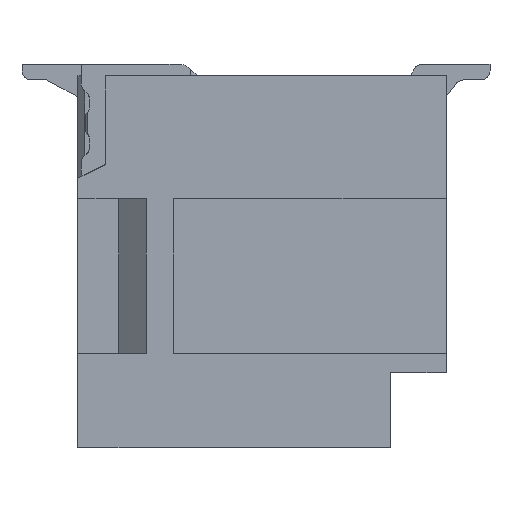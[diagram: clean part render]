
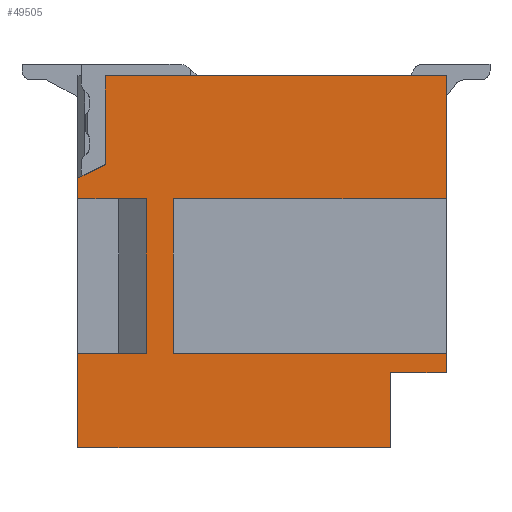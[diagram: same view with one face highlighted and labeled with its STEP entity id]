
A CAD part, front view. The second image highlights one B-rep face of the part: STEP entity #49505.
In plain terms, the highlighted planar face has unit normal (0, -1, 0).
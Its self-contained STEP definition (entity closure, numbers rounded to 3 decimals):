
#42 = VERTEX_POINT ( 'NONE', #25730 ) ;
#223 = VECTOR ( 'NONE', #51787, 1000. ) ;
#252 = VECTOR ( 'NONE', #14867, 1000. ) ;
#1061 = LINE ( 'NONE', #52135, #19119 ) ;
#1917 = PLANE ( 'NONE',  #35573 ) ;
#2429 = CARTESIAN_POINT ( 'NONE',  ( 1.4, -5.5, -1.8 ) ) ;
#2453 = DIRECTION ( 'NONE',  ( 0., 0., -1. ) ) ;
#2630 = CARTESIAN_POINT ( 'NONE',  ( 5.52, -5.5, -4.07 ) ) ;
#2646 = CARTESIAN_POINT ( 'NONE',  ( 0., -5.5, -5.45 ) ) ;
#3321 = VERTEX_POINT ( 'NONE', #10303 ) ;
#3712 = VECTOR ( 'NONE', #46252, 1000. ) ;
#4427 = EDGE_CURVE ( 'NONE', #40308, #42, #37419, .T. ) ;
#4901 = VERTEX_POINT ( 'NONE', #7740 ) ;
#4946 = VERTEX_POINT ( 'NONE', #2429 ) ;
#6025 = EDGE_CURVE ( 'NONE', #54439, #11694, #7973, .T. ) ;
#6179 = CARTESIAN_POINT ( 'NONE',  ( -0.107, -5.5, -1.554 ) ) ;
#6443 = ORIENTED_EDGE ( 'NONE', *, *, #12685, .F. ) ;
#7394 = CARTESIAN_POINT ( 'NONE',  ( 0., -5.5, -5.57 ) ) ;
#7740 = CARTESIAN_POINT ( 'NONE',  ( 0., -5.5, -1.8 ) ) ;
#7973 = LINE ( 'NONE', #37437, #27476 ) ;
#8684 = DIRECTION ( 'NONE',  ( 0., 0., -1. ) ) ;
#8839 = LINE ( 'NONE', #55950, #48887 ) ;
#9449 = CARTESIAN_POINT ( 'NONE',  ( 0.4, -5.5, -1.3 ) ) ;
#9782 = CARTESIAN_POINT ( 'NONE',  ( -0.12, -5.5, -1.8 ) ) ;
#9886 = VERTEX_POINT ( 'NONE', #2646 ) ;
#9924 = DIRECTION ( 'NONE',  ( 0., 0., 1. ) ) ;
#9941 = EDGE_CURVE ( 'NONE', #19398, #17357, #49431, .T. ) ;
#10080 = DIRECTION ( 'NONE',  ( 0., 0., 1. ) ) ;
#10303 = CARTESIAN_POINT ( 'NONE',  ( 5.4, -5.5, -1.8 ) ) ;
#10474 = LINE ( 'NONE', #16457, #11802 ) ;
#10726 = VECTOR ( 'NONE', #23658, 1000. ) ;
#11398 = CARTESIAN_POINT ( 'NONE',  ( -0.12, -5.5, 0.12 ) ) ;
#11581 = CARTESIAN_POINT ( 'NONE',  ( 5.4, -5.5, -4.07 ) ) ;
#11694 = VERTEX_POINT ( 'NONE', #26514 ) ;
#11774 = DIRECTION ( 'NONE',  ( 1., 0., 0. ) ) ;
#11802 = VECTOR ( 'NONE', #56854, 1000. ) ;
#11991 = EDGE_CURVE ( 'NONE', #4946, #47339, #39473, .T. ) ;
#12103 = DIRECTION ( 'NONE',  ( 0., 0., -1. ) ) ;
#12446 = VERTEX_POINT ( 'NONE', #23690 ) ;
#12685 = EDGE_CURVE ( 'NONE', #20812, #19398, #26285, .T. ) ;
#13303 = CARTESIAN_POINT ( 'NONE',  ( 5.52, -5.5, -4.35 ) ) ;
#14867 = DIRECTION ( 'NONE',  ( 0., 0., -1. ) ) ;
#15258 = ORIENTED_EDGE ( 'NONE', *, *, #16061, .F. ) ;
#15442 = ORIENTED_EDGE ( 'NONE', *, *, #17698, .F. ) ;
#15812 = EDGE_CURVE ( 'NONE', #9886, #40308, #17503, .T. ) ;
#16061 = EDGE_CURVE ( 'NONE', #53572, #3321, #1061, .T. ) ;
#16457 = CARTESIAN_POINT ( 'NONE',  ( 1., -5.5, -1.68 ) ) ;
#16487 = VECTOR ( 'NONE', #45086, 1000. ) ;
#17218 = CARTESIAN_POINT ( 'NONE',  ( 5.4, -5.5, 0.12 ) ) ;
#17357 = VERTEX_POINT ( 'NONE', #57782 ) ;
#17503 = LINE ( 'NONE', #7394, #37128 ) ;
#17698 = EDGE_CURVE ( 'NONE', #12446, #54439, #47229, .T. ) ;
#19119 = VECTOR ( 'NONE', #8684, 1000. ) ;
#19177 = CARTESIAN_POINT ( 'NONE',  ( -0.12, -5.5, -1.8 ) ) ;
#19200 = DIRECTION ( 'NONE',  ( -1., 0., 0. ) ) ;
#19398 = VERTEX_POINT ( 'NONE', #49335 ) ;
#19402 = DIRECTION ( 'NONE',  ( 0., 0., 1. ) ) ;
#19673 = EDGE_CURVE ( 'NONE', #3321, #4946, #29159, .T. ) ;
#20629 = ORIENTED_EDGE ( 'NONE', *, *, #56274, .F. ) ;
#20812 = VERTEX_POINT ( 'NONE', #49317 ) ;
#21237 = ORIENTED_EDGE ( 'NONE', *, *, #26929, .F. ) ;
#23003 = CARTESIAN_POINT ( 'NONE',  ( -0.12, -5.5, 0. ) ) ;
#23658 = DIRECTION ( 'NONE',  ( -1., 0., 0. ) ) ;
#23690 = CARTESIAN_POINT ( 'NONE',  ( 0., -5.5, -1.5 ) ) ;
#24633 = LINE ( 'NONE', #28274, #3712 ) ;
#24778 = EDGE_CURVE ( 'NONE', #4901, #12446, #32581, .T. ) ;
#25170 = LINE ( 'NONE', #9782, #45465 ) ;
#25730 = CARTESIAN_POINT ( 'NONE',  ( 1., -5.5, -4.07 ) ) ;
#26285 = LINE ( 'NONE', #13303, #45659 ) ;
#26514 = CARTESIAN_POINT ( 'NONE',  ( 0.4, -5.5, 0. ) ) ;
#26929 = EDGE_CURVE ( 'NONE', #27445, #4901, #25170, .T. ) ;
#27445 = VERTEX_POINT ( 'NONE', #35619 ) ;
#27476 = VECTOR ( 'NONE', #10080, 1000. ) ;
#27798 = ORIENTED_EDGE ( 'NONE', *, *, #41054, .F. ) ;
#28127 = ORIENTED_EDGE ( 'NONE', *, *, #11991, .F. ) ;
#28274 = CARTESIAN_POINT ( 'NONE',  ( 4.7, -5.5, -5.45 ) ) ;
#28309 = CARTESIAN_POINT ( 'NONE',  ( 1.4, -5.5, -1.68 ) ) ;
#29084 = CARTESIAN_POINT ( 'NONE',  ( 0., -5.5, -5.57 ) ) ;
#29159 = LINE ( 'NONE', #19177, #10726 ) ;
#29935 = CARTESIAN_POINT ( 'NONE',  ( 1.4, -5.5, -4.07 ) ) ;
#30214 = LINE ( 'NONE', #17218, #49398 ) ;
#31253 = DIRECTION ( 'NONE',  ( -1., 0., 0. ) ) ;
#32581 = LINE ( 'NONE', #29084, #33276 ) ;
#33276 = VECTOR ( 'NONE', #9924, 1000. ) ;
#34720 = ORIENTED_EDGE ( 'NONE', *, *, #6025, .F. ) ;
#35262 = EDGE_CURVE ( 'NONE', #47339, #39675, #8839, .T. ) ;
#35573 = AXIS2_PLACEMENT_3D ( 'NONE', #11398, #37987, #51078 ) ;
#35619 = CARTESIAN_POINT ( 'NONE',  ( 1., -5.5, -1.8 ) ) ;
#37128 = VECTOR ( 'NONE', #19402, 1000. ) ;
#37419 = LINE ( 'NONE', #2630, #223 ) ;
#37437 = CARTESIAN_POINT ( 'NONE',  ( 0.4, -5.5, -1.42 ) ) ;
#37987 = DIRECTION ( 'NONE',  ( 0., 1., 0. ) ) ;
#38376 = FACE_OUTER_BOUND ( 'NONE', #41955, .T. ) ;
#38681 = CARTESIAN_POINT ( 'NONE',  ( 4.58, -5.5, -4.23 ) ) ;
#39473 = LINE ( 'NONE', #28309, #252 ) ;
#39675 = VERTEX_POINT ( 'NONE', #11581 ) ;
#40308 = VERTEX_POINT ( 'NONE', #57990 ) ;
#41054 = EDGE_CURVE ( 'NONE', #39675, #20812, #30214, .T. ) ;
#41297 = ORIENTED_EDGE ( 'NONE', *, *, #24778, .F. ) ;
#41536 = ORIENTED_EDGE ( 'NONE', *, *, #4427, .F. ) ;
#41955 = EDGE_LOOP ( 'NONE', ( #41297, #21237, #20629, #41536, #50507, #44943, #45096, #6443, #27798, #46418, #28127, #43143, #15258, #43658, #34720, #15442 ) ) ;
#42574 = DIRECTION ( 'NONE',  ( 0.894, 0., 0.447 ) ) ;
#43143 = ORIENTED_EDGE ( 'NONE', *, *, #19673, .F. ) ;
#43658 = ORIENTED_EDGE ( 'NONE', *, *, #56917, .F. ) ;
#44943 = ORIENTED_EDGE ( 'NONE', *, *, #46869, .F. ) ;
#45086 = DIRECTION ( 'NONE',  ( 1., 0., 0. ) ) ;
#45096 = ORIENTED_EDGE ( 'NONE', *, *, #9941, .F. ) ;
#45221 = CARTESIAN_POINT ( 'NONE',  ( 5.4, -5.5, 0. ) ) ;
#45465 = VECTOR ( 'NONE', #19200, 1000. ) ;
#45659 = VECTOR ( 'NONE', #31253, 1000. ) ;
#46252 = DIRECTION ( 'NONE',  ( -1., 0., 0. ) ) ;
#46418 = ORIENTED_EDGE ( 'NONE', *, *, #35262, .F. ) ;
#46869 = EDGE_CURVE ( 'NONE', #17357, #9886, #24633, .T. ) ;
#47229 = LINE ( 'NONE', #6179, #48120 ) ;
#47339 = VERTEX_POINT ( 'NONE', #29935 ) ;
#48120 = VECTOR ( 'NONE', #42574, 1000. ) ;
#48596 = VECTOR ( 'NONE', #12103, 1000. ) ;
#48887 = VECTOR ( 'NONE', #11774, 1000. ) ;
#49317 = CARTESIAN_POINT ( 'NONE',  ( 5.4, -5.5, -4.35 ) ) ;
#49335 = CARTESIAN_POINT ( 'NONE',  ( 4.58, -5.5, -4.35 ) ) ;
#49398 = VECTOR ( 'NONE', #2453, 1000. ) ;
#49431 = LINE ( 'NONE', #38681, #48596 ) ;
#49505 = ADVANCED_FACE ( 'NONE', ( #38376 ), #1917, .F. ) ;
#50507 = ORIENTED_EDGE ( 'NONE', *, *, #15812, .F. ) ;
#51078 = DIRECTION ( 'NONE',  ( 1., 0., 0. ) ) ;
#51787 = DIRECTION ( 'NONE',  ( 1., 0., 0. ) ) ;
#52135 = CARTESIAN_POINT ( 'NONE',  ( 5.4, -5.5, 0.12 ) ) ;
#53572 = VERTEX_POINT ( 'NONE', #45221 ) ;
#54439 = VERTEX_POINT ( 'NONE', #9449 ) ;
#55510 = LINE ( 'NONE', #23003, #16487 ) ;
#55950 = CARTESIAN_POINT ( 'NONE',  ( 5.52, -5.5, -4.07 ) ) ;
#56274 = EDGE_CURVE ( 'NONE', #42, #27445, #10474, .T. ) ;
#56854 = DIRECTION ( 'NONE',  ( 0., 0., 1. ) ) ;
#56917 = EDGE_CURVE ( 'NONE', #11694, #53572, #55510, .T. ) ;
#57782 = CARTESIAN_POINT ( 'NONE',  ( 4.58, -5.5, -5.45 ) ) ;
#57990 = CARTESIAN_POINT ( 'NONE',  ( 0., -5.5, -4.07 ) ) ;
